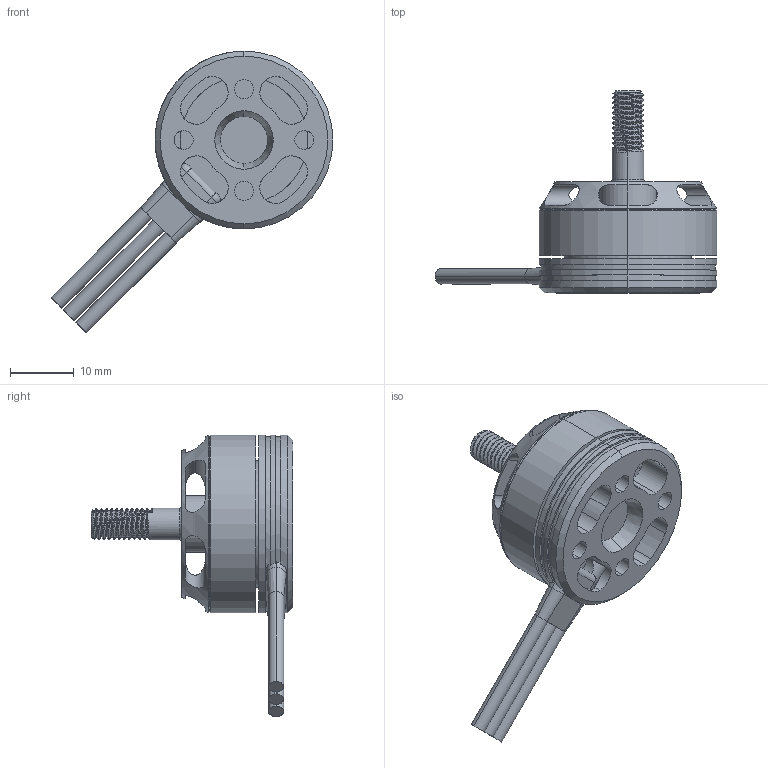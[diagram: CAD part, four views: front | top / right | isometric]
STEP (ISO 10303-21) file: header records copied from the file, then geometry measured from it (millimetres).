
FILE_DESCRIPTION (( 'STEP AP203' ), '1' );
FILE_NAME ('Racerstar-BR2205-2300KV_Default_sldprt.STEP', '2022-02-13T10:50:35', ( '' ), ( '' ), 'SwSTEP 2.0', 'SolidWorks 2020', '' );
FILE_SCHEMA (( 'CONFIG_CONTROL_DESIGN' ));
Length unit declared in the file: millimetre
Products named in the file (1): Racerstar-BR2205-2300KV_Default_sldprt
Bounding box: 44.37 x 31.8 x 44.37 mm (x, y, z)
Volume: 8444.4 mm3; surface area: 5661 mm2
Topology: 2 solids, 2 shells, 163 faces, 458 edges, 292 vertices
Faces by surface type: cylinder 104, plane 34, cone 16, torus 6, bspline 3
Entity records: 7569 total; most frequent: CARTESIAN_POINT 3342, ORIENTED_EDGE 916, DIRECTION 877, EDGE_CURVE 458, AXIS2_PLACEMENT_3D 361, VERTEX_POINT 292, CIRCLE 200, EDGE_LOOP 182
